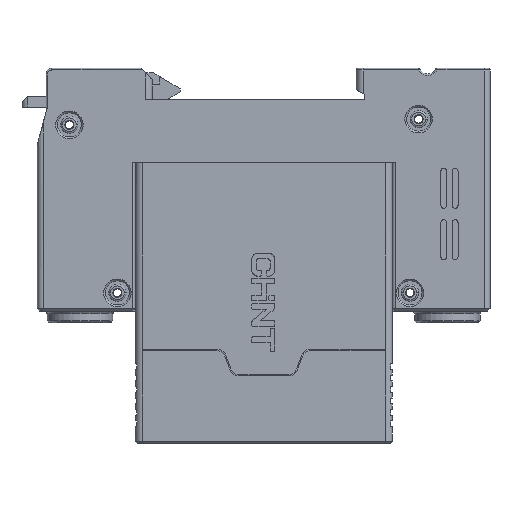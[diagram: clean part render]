
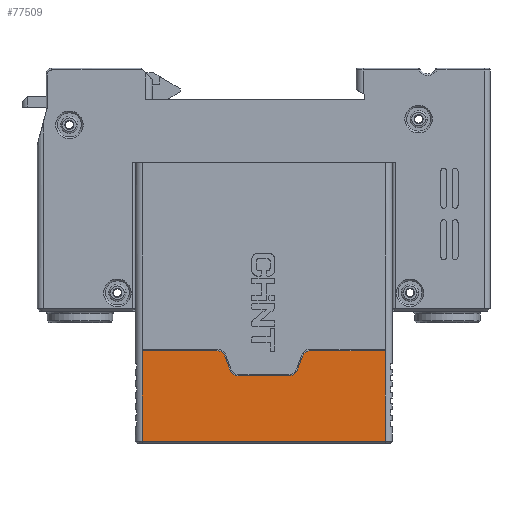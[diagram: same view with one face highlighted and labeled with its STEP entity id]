
A CAD part, front view. The second image highlights one B-rep face of the part: STEP entity #77509.
In plain terms, the highlighted planar face has unit normal (0, -1, 0).
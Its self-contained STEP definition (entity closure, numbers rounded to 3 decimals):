
#69553=DIRECTION('',(1.,0.,0.));
#69554=VECTOR('',#69553,13.11);
#69555=CARTESIAN_POINT('',(-69.09,0.,
-49.4));
#69556=LINE('',#69555,#69554);
#69557=CARTESIAN_POINT('',(-55.98,0.,
-50.9));
#69558=DIRECTION('',(0.,-1.,0.));
#69559=DIRECTION('',(0.94,0.,0.342));
#69560=AXIS2_PLACEMENT_3D('',#69557,#69558,#69559);
#69562=DIRECTION('',(0.342,0.,-0.94));
#69563=VECTOR('',#69562,2.582);
#69564=CARTESIAN_POINT('',(-54.571,0.,
-50.387));
#69565=LINE('',#69564,#69563);
#69566=CARTESIAN_POINT('',(-52.278,0.,
-52.3));
#69567=DIRECTION('',(0.,-1.,0.));
#69568=DIRECTION('',(-0.94,0.,-0.342));
#69569=AXIS2_PLACEMENT_3D('',#69566,#69567,#69568);
#69571=DIRECTION('',(1.,0.,0.));
#69572=VECTOR('',#69571,8.977);
#69573=CARTESIAN_POINT('',(-52.278,0.,
-53.8));
#69574=LINE('',#69573,#69572);
#69575=CARTESIAN_POINT('',(-43.302,0.,
-52.3));
#69576=DIRECTION('',(0.,-1.,0.));
#69577=DIRECTION('',(0.,0.,-1.));
#69578=AXIS2_PLACEMENT_3D('',#69575,#69576,#69577);
#69580=DIRECTION('',(0.342,0.,0.94));
#69581=VECTOR('',#69580,2.582);
#69582=CARTESIAN_POINT('',(-41.892,0.,
-52.813));
#69583=LINE('',#69582,#69581);
#69584=CARTESIAN_POINT('',(-39.6,0.,
-50.9));
#69585=DIRECTION('',(0.,-1.,0.));
#69586=DIRECTION('',(0.,0.,1.));
#69587=AXIS2_PLACEMENT_3D('',#69584,#69585,#69586);
#69589=DIRECTION('',(-1.,0.,0.));
#69590=VECTOR('',#69589,13.11);
#69591=CARTESIAN_POINT('',(-26.49,0.,
-49.4));
#69592=LINE('',#69591,#69590);
#69593=DIRECTION('',(0.,0.,-1.));
#69594=VECTOR('',#69593,15.9);
#69595=CARTESIAN_POINT('',(-26.49,0.,
-49.4));
#69596=LINE('',#69595,#69594);
#69597=DIRECTION('',(1.,0.,0.));
#69598=VECTOR('',#69597,42.6);
#69599=CARTESIAN_POINT('',(-69.09,0.,-65.3));
#69600=LINE('',#69599,#69598);
#69601=DIRECTION('',(0.,0.,1.));
#69602=VECTOR('',#69601,15.9);
#69603=CARTESIAN_POINT('',(-69.09,0.,-65.3));
#69604=LINE('',#69603,#69602);
#72399=CARTESIAN_POINT('',(-26.49,0.,-65.3));
#72400=VERTEX_POINT('',#72399);
#72401=CARTESIAN_POINT('',(-69.09,0.,-65.3));
#72402=VERTEX_POINT('',#72401);
#72982=CARTESIAN_POINT('',(-69.09,0.,
-49.4));
#72983=VERTEX_POINT('',#72982);
#72984=CARTESIAN_POINT('',(-55.98,0.,
-49.4));
#72985=VERTEX_POINT('',#72984);
#72986=CARTESIAN_POINT('',(-54.571,0.,
-50.387));
#72987=VERTEX_POINT('',#72986);
#72988=CARTESIAN_POINT('',(-53.688,0.,
-52.813));
#72989=VERTEX_POINT('',#72988);
#72990=CARTESIAN_POINT('',(-52.278,0.,
-53.8));
#72991=VERTEX_POINT('',#72990);
#72992=CARTESIAN_POINT('',(-43.302,0.,
-53.8));
#72993=VERTEX_POINT('',#72992);
#72994=CARTESIAN_POINT('',(-41.892,0.,
-52.813));
#72995=VERTEX_POINT('',#72994);
#72996=CARTESIAN_POINT('',(-41.009,0.,
-50.387));
#72997=VERTEX_POINT('',#72996);
#72998=CARTESIAN_POINT('',(-39.6,0.,
-49.4));
#72999=VERTEX_POINT('',#72998);
#73000=CARTESIAN_POINT('',(-26.49,0.,
-49.4));
#73001=VERTEX_POINT('',#73000);
#77480=CARTESIAN_POINT('',(-47.79,0.,-46.));
#77481=DIRECTION('',(0.,1.,0.));
#77482=DIRECTION('',(1.,0.,0.));
#77483=AXIS2_PLACEMENT_3D('',#77480,#77481,#77482);
#77484=PLANE('',#77483);
#77486=ORIENTED_EDGE('',*,*,#77485,.T.);
#77488=ORIENTED_EDGE('',*,*,#77487,.F.);
#77490=ORIENTED_EDGE('',*,*,#77489,.T.);
#77492=ORIENTED_EDGE('',*,*,#77491,.T.);
#77494=ORIENTED_EDGE('',*,*,#77493,.T.);
#77496=ORIENTED_EDGE('',*,*,#77495,.T.);
#77498=ORIENTED_EDGE('',*,*,#77497,.T.);
#77500=ORIENTED_EDGE('',*,*,#77499,.F.);
#77501=ORIENTED_EDGE('',*,*,#77253,.F.);
#77502=ORIENTED_EDGE('',*,*,#77214,.T.);
#77504=ORIENTED_EDGE('',*,*,#77503,.F.);
#77506=ORIENTED_EDGE('',*,*,#77505,.T.);
#77507=EDGE_LOOP('',(#77486,#77488,#77490,#77492,#77494,#77496,#77498,#77500,
#77501,#77502,#77504,#77506));
#77508=FACE_OUTER_BOUND('',#77507,.F.);
#77509=ADVANCED_FACE('',(#77508),#77484,.F.);
#69561=CIRCLE('',#69560,1.5);
#69570=CIRCLE('',#69569,1.5);
#69579=CIRCLE('',#69578,1.5);
#69588=CIRCLE('',#69587,1.5);
#77214=EDGE_CURVE('',#73001,#72400,#69596,.T.);
#77253=EDGE_CURVE('',#73001,#72999,#69592,.T.);
#77485=EDGE_CURVE('',#72983,#72985,#69556,.T.);
#77487=EDGE_CURVE('',#72987,#72985,#69561,.T.);
#77489=EDGE_CURVE('',#72987,#72989,#69565,.T.);
#77491=EDGE_CURVE('',#72989,#72991,#69570,.T.);
#77493=EDGE_CURVE('',#72991,#72993,#69574,.T.);
#77495=EDGE_CURVE('',#72993,#72995,#69579,.T.);
#77497=EDGE_CURVE('',#72995,#72997,#69583,.T.);
#77499=EDGE_CURVE('',#72999,#72997,#69588,.T.);
#77503=EDGE_CURVE('',#72402,#72400,#69600,.T.);
#77505=EDGE_CURVE('',#72402,#72983,#69604,.T.);
